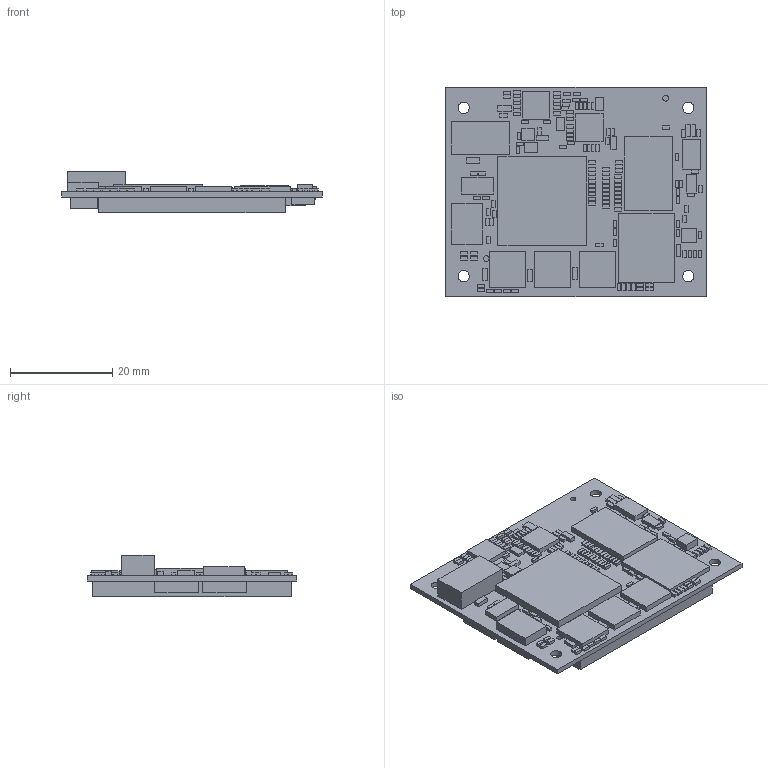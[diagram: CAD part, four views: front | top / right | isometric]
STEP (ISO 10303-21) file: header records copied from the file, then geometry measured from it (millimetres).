
FILE_DESCRIPTION(('FreeCAD Model'),'2;1');
FILE_NAME('1374.step', '2016-06-07T14:09:15',('FreeCAD'),('FreeCAD'), 'Open CASCADE STEP processor 6.3','FreeCAD','Unknown');
FILE_SCHEMA(('AUTOMOTIVE_DESIGN_CC2 { 1 2 10303 214 -1 1 5 4 }'));
Length unit declared in the file: millimetre
Products named in the file (275): Board_outline; C19; C69; J4; C29; C56; C11; C10; C16; C39; C91; C41; C24; C68; C81; C94; C30; C82; C13; C17; C93; R121; C22; C2; C23; C3; C63; C57; C85; C37; C20; C84; L4; C5; C25; C46; C34; C75; C64; C78 ...
Bounding box: 51 x 41 x 8.07 mm (x, y, z)
Volume: 8582.3 mm3; surface area: 12409.5 mm2
Topology: 275 solids, 275 shells, 1639 faces, 3267 edges, 2178 vertices
Faces by surface type: plane 1614, cylinder 25
Full cylindrical faces by diameter (mm): 1.1 x3, 2.2 x4
Entity records: 89040 total; most frequent: CARTESIAN_POINT 13811, DIRECTION 13099, LINE 9701, VECTOR 9701, ORIENTED_EDGE 6534, PCURVE 6534, DEFINITIONAL_REPRESENTATION 6534, EDGE_CURVE 3267
